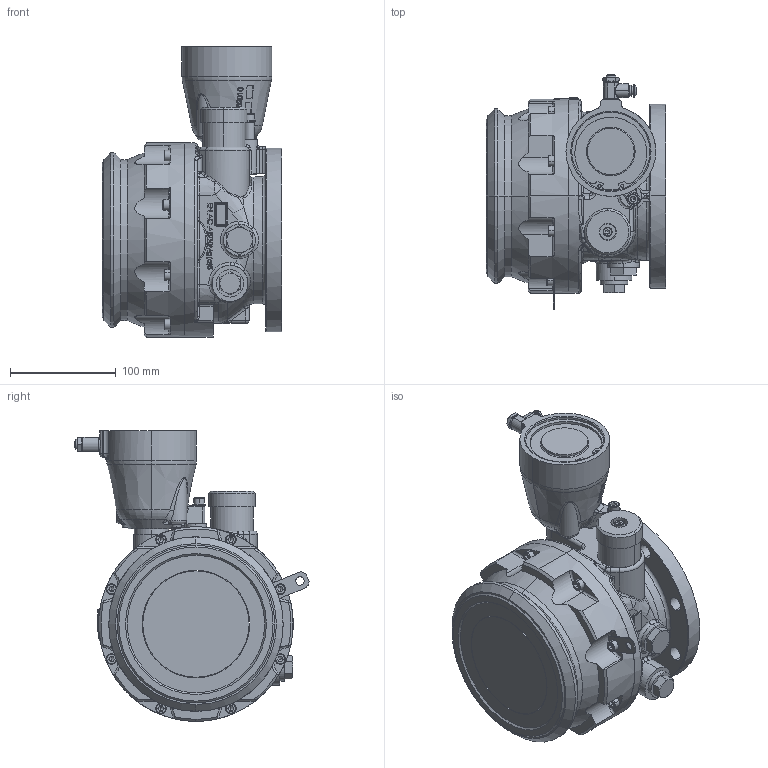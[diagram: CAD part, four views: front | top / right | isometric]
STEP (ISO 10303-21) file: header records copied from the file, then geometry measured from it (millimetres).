
FILE_DESCRIPTION (( 'STEP AP214' ), '1' );
FILE_NAME ('VKV1PA.STEP', '2012-07-27T07:33:59', ( 'Admin2' ), ( '' ), 'SwSTEP 2.0', 'SolidWorks 2010', '' );
FILE_SCHEMA (( 'AUTOMOTIVE_DESIGN' ));
Length unit declared in the file: millimetre
Products named in the file (1): VKV1PA
Bounding box: 170 x 221.5 x 275.05 mm (x, y, z)
Surface area: 305410.8 mm2 (no closed solid volume)
Topology: 0 solids, 45 shells, 1163 faces, 3865 edges, 2608 vertices
Faces by surface type: plane 356, cylinder 295, bspline 278, cone 112, torus 110, sphere 12
Entity records: 76071 total; most frequent: CARTESIAN_POINT 33589, ORIENTED_EDGE 6242, DIRECTION 5288, EDGE_CURVE 3818, VERTEX_POINT 2608, AXIS2_PLACEMENT_3D 2000, EDGE_LOOP 1325, VECTOR 1288
